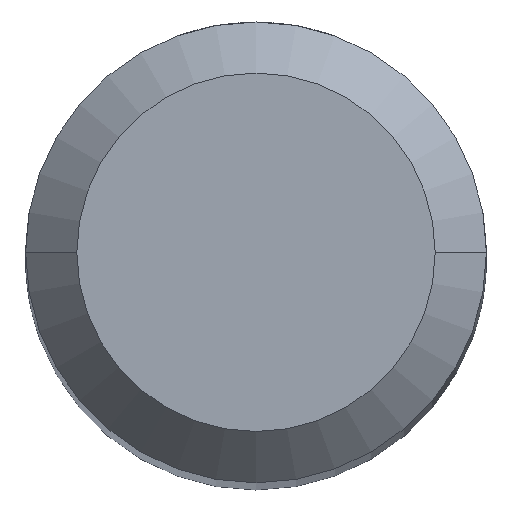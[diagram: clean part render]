
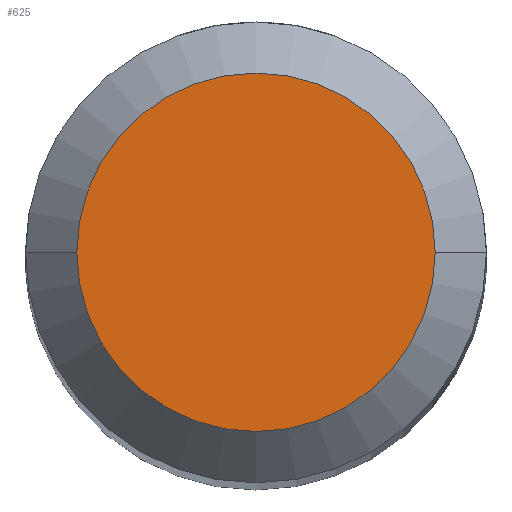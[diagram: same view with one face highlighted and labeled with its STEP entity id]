
A CAD part, top view. The second image highlights one B-rep face of the part: STEP entity #625.
In plain terms, the highlighted planar face has unit normal (0, 0, 1).
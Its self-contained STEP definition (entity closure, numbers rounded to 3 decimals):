
#602=CARTESIAN_POINT('Axis2P3D Location',(0.,0.,163.)) ;
#607=CARTESIAN_POINT('Axis2P3D Location',(0.,0.,163.)) ;
#611=CARTESIAN_POINT('Vertex',(7.,0.,163.)) ;
#613=CARTESIAN_POINT('Vertex',(-7.,0.,163.)) ;
#616=CARTESIAN_POINT('Axis2P3D Location',(0.,0.,163.)) ;
#603=DIRECTION('Axis2P3D Direction',(0.,0.,1.)) ;
#604=DIRECTION('Axis2P3D XDirection',(1.,0.,0.)) ;
#608=DIRECTION('Axis2P3D Direction',(0.,0.,1.)) ;
#617=DIRECTION('Axis2P3D Direction',(0.,0.,1.)) ;
#605=AXIS2_PLACEMENT_3D('Plane Axis2P3D',#602,#603,#604) ;
#609=AXIS2_PLACEMENT_3D('Circle Axis2P3D',#607,#608,$) ;
#618=AXIS2_PLACEMENT_3D('Circle Axis2P3D',#616,#617,$) ;
#622=ORIENTED_EDGE('',*,*,#615,.T.) ;
#623=ORIENTED_EDGE('',*,*,#620,.T.) ;
#625=ADVANCED_FACE('',(#624),#606,.T.) ;
#610=CIRCLE('generated circle',#609,7.) ;
#619=CIRCLE('generated circle',#618,7.) ;
#615=EDGE_CURVE('',#612,#614,#610,.T.) ;
#620=EDGE_CURVE('',#614,#612,#619,.T.) ;
#621=EDGE_LOOP('',(#622,#623)) ;
#624=FACE_OUTER_BOUND('',#621,.T.) ;
#606=PLANE('Plane',#605) ;
#612=VERTEX_POINT('',#611) ;
#614=VERTEX_POINT('',#613) ;
